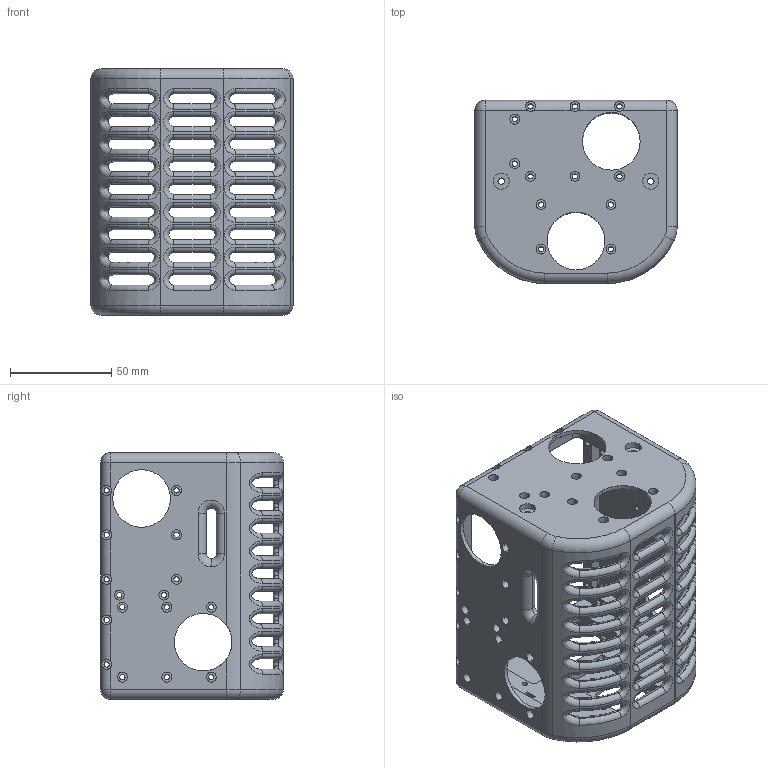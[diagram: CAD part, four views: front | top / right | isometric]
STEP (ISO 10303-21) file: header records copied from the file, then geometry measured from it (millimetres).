
FILE_DESCRIPTION (( 'STEP AP214' ), '1' );
FILE_NAME ('MirrorAnkleHipCage.STEP', '2017-04-13T13:05:12', ( '' ), ( '' ), 'SwSTEP 2.0', 'SolidWorks 2016', '' );
FILE_SCHEMA (( 'AUTOMOTIVE_DESIGN' ));
Length unit declared in the file: millimetre
Products named in the file (2): MirrorAnkleHipCage
Bounding box: 100 x 90.5 x 122.1 mm (x, y, z)
Volume: 189952.4 mm3; surface area: 90388 mm2
Topology: 1 solids, 1 shells, 827 faces, 2122 edges, 1322 vertices
Faces by surface type: cylinder 418, plane 165, torus 128, bspline 108, sphere 8
Entity records: 39381 total; most frequent: CARTESIAN_POINT 19127, DIRECTION 4294, ORIENTED_EDGE 4228, EDGE_CURVE 2114, AXIS2_PLACEMENT_3D 1815, VERTEX_POINT 1322, CIRCLE 1094, EDGE_LOOP 1054
